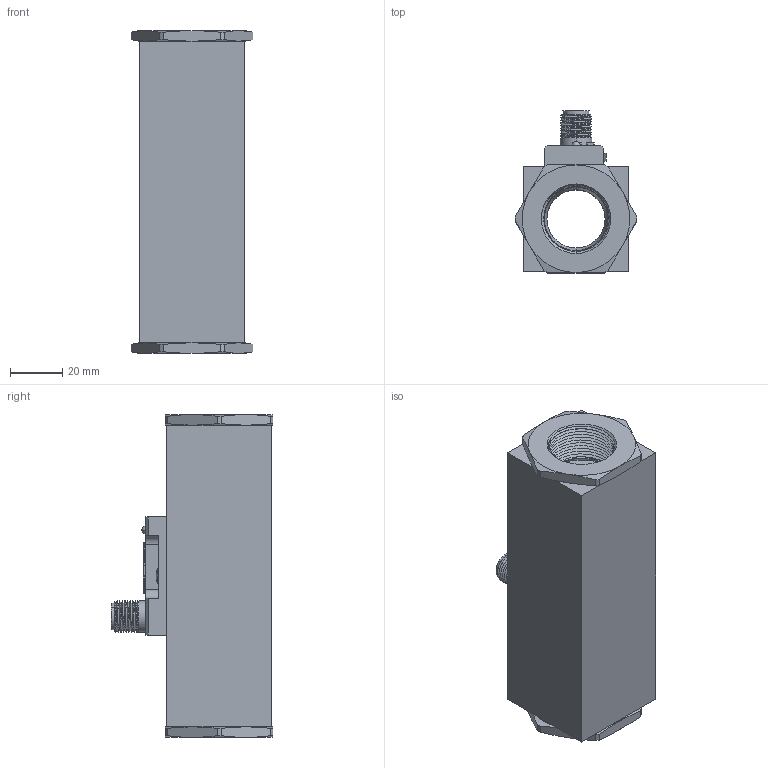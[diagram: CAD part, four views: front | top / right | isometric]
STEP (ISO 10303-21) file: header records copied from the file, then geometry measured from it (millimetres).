
FILE_DESCRIPTION((''),'2;1');
FILE_NAME('FC210-G34KDCM1-70L-3D_ASM','2021-10-22T',('Administrator'),(''),'CREO PARAMETRIC BY PTC INC, 2014350','CREO PARAMETRIC BY PTC INC, 2014350','');
FILE_SCHEMA(('CONFIG_CONTROL_DESIGN'));
Length unit declared in the file: millimetre
Products named in the file (7): FC210-G1K-L1-70L-3D; FC210-HK-KT-LED; HSHSM-4; HK-KT-LED_ASM; M3X6MM-DZ; G1M-G34K-FC210; FC210-G34KDCM1-70L-3D_ASM
Assembly tree (7 placements, depth 3):
  FC210-G34KDCM1-70L-3D_ASM
    FC210-G1K-L1-70L-3D
    HK-KT-LED_ASM
      FC210-HK-KT-LED
      HSHSM-4
    M3X6MM-DZ
    G1M-G34K-FC210  x2
Bounding box: 46.5 x 61.7 x 123 mm (x, y, z)
Volume: 144626.9 mm3; surface area: 52578.9 mm2
Topology: 6 solids, 7 shells, 617 faces, 1688 edges, 1114 vertices
Faces by surface type: plane 364, cylinder 111, bspline 62, cone 56, sphere 18, torus 4, revolution 2
Entity records: 28030 total; most frequent: CARTESIAN_POINT 14190, ORIENTED_EDGE 2990, DIRECTION 2558, EDGE_CURVE 1497, VECTOR 1042, LINE 1042, VERTEX_POINT 1001, AXIS2_PLACEMENT_3D 757
